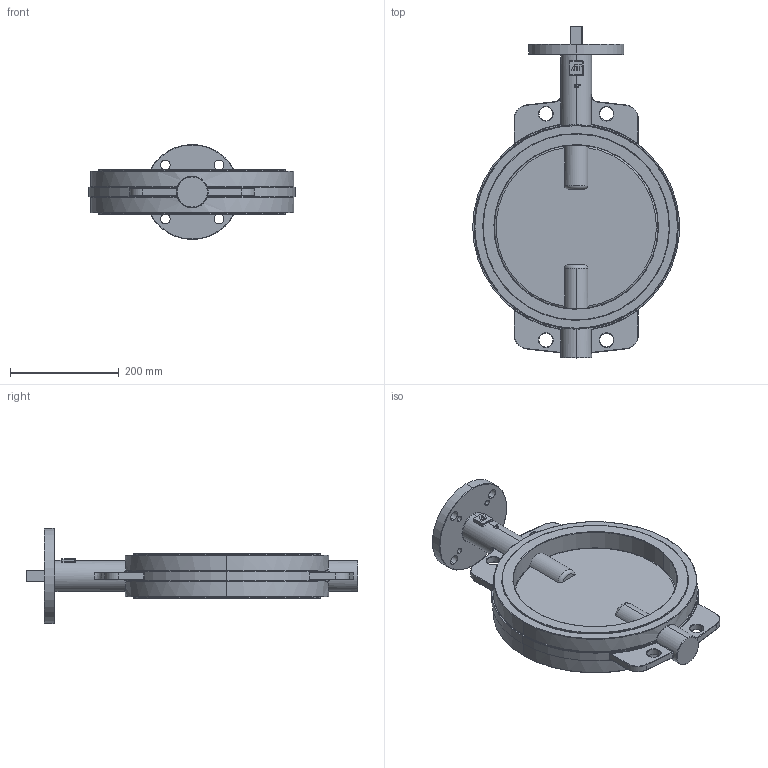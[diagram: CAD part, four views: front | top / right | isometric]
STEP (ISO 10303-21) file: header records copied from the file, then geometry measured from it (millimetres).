
FILE_DESCRIPTION (( 'STEP AP214' ), '1' );
FILE_NAME ('OS-W1-1200-XXX.step', '2019-08-12T18:32:34', ( '' ), ( '' ), 'SwSTEP 2.0', 'SolidWorks 2019', '' );
FILE_SCHEMA (( 'AUTOMOTIVE_DESIGN' ));
Length unit declared in the file: inch
Products named in the file (9): 25115; 25202; 25140; 25203; OS-W1-1200-XXX
Assembly tree (4 placements, depth 2):
  25115
  OS-W1-1200-XXX
    25140
    25202
    25203
    25115
  25140
  25202
  25203
Bounding box: 380.33 x 611.38 x 174.98 mm (x, y, z)
Volume: 5210878.2 mm3; surface area: 730048.4 mm2
Topology: 5 solids, 5 shells, 307 faces, 763 edges, 466 vertices
Faces by surface type: cylinder 105, plane 88, torus 70, bspline 40, sphere 4
Entity records: 12673 total; most frequent: CARTESIAN_POINT 5303, ORIENTED_EDGE 1510, DIRECTION 1480, EDGE_CURVE 755, AXIS2_PLACEMENT_3D 604, VERTEX_POINT 466, EDGE_LOOP 345, CIRCLE 329
